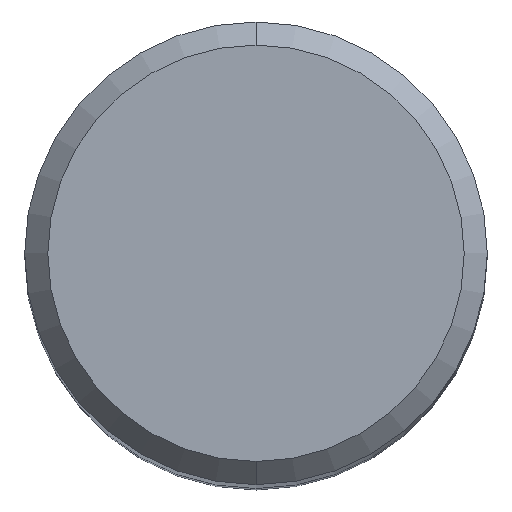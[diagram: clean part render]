
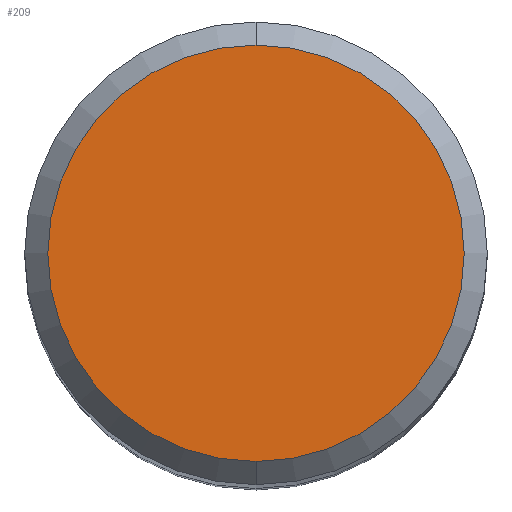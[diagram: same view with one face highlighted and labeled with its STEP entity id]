
A CAD part, top view. The second image highlights one B-rep face of the part: STEP entity #209.
In plain terms, the highlighted planar face has unit normal (0, 0, 1).
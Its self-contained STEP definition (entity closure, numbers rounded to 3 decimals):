
#191=EDGE_CURVE('',#297,#197,#429,.T.);
#197=VERTEX_POINT('',#435);
#209=ADVANCED_FACE('',(#448),#449,.T.);
#233=EDGE_CURVE('',#197,#297,#475,.T.);
#297=VERTEX_POINT('',#547);
#429=CIRCLE('',#693,3.6);
#435=CARTESIAN_POINT('',(0.0,3.6,0.));
#448=FACE_OUTER_BOUND('',#718,.T.);
#449=PLANE('',#719);
#475=CIRCLE('',#757,3.6);
#547=CARTESIAN_POINT('',(0.,-3.6,0.));
#693=AXIS2_PLACEMENT_3D('',#1008,#1009,#1010);
#718=EDGE_LOOP('',(#1023,#1024));
#719=AXIS2_PLACEMENT_3D('',#1025,#1026,#1027);
#757=AXIS2_PLACEMENT_3D('',#1052,#1053,#1054);
#1008=CARTESIAN_POINT('',(0.0,0.0,0.));
#1009=DIRECTION('',(0.0,0.0,-1.0));
#1010=DIRECTION('',(0.0,1.0,0.0));
#1023=ORIENTED_EDGE('',*,*,#233,.F.);
#1024=ORIENTED_EDGE('',*,*,#191,.F.);
#1025=CARTESIAN_POINT('',(0.0,1.8,0.));
#1026=DIRECTION('',(-0.0,0.0,1.0));
#1027=DIRECTION('',(0.0,-1.0,0.0));
#1052=CARTESIAN_POINT('',(0.0,0.0,0.));
#1053=DIRECTION('',(0.0,0.0,-1.0));
#1054=DIRECTION('',(0.0,1.0,0.0));
